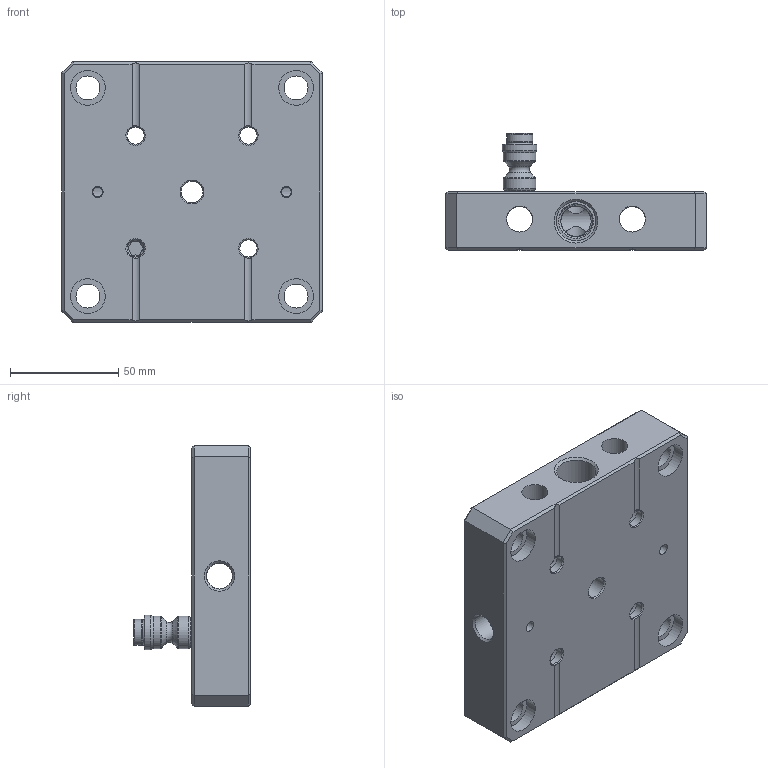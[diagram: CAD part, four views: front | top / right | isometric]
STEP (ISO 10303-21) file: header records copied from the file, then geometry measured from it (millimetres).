
FILE_DESCRIPTION(/* description */ (''),/* implementation_level */ '2;1');
FILE_NAME(/* name */ '',/* time_stamp */ '2022-01-15T11:58:16+08:00',/* author */ (''),/* organization */ (''),/* preprocessor_version */ 'ST-DEVELOPER v11',/* originating_system */ 'SIEMENS PLM Software NX 7.0',/* authorisation */ '');
FILE_SCHEMA (('CONFIG_CONTROL_DESIGN'));
Length unit declared in the file: millimetre
Products named in the file (1): Admi72B0h41v
Bounding box: 120 x 53.9 x 120 mm (x, y, z)
Volume: 304577 mm3; surface area: 64212.7 mm2
Topology: 2 solids, 2 shells, 206 faces, 540 edges, 336 vertices
Faces by surface type: cylinder 81, plane 61, cone 31, torus 17, bspline 16
Full cylindrical faces by diameter (mm): 4.2 x4, 4.5 x2, 5 x2, 6.8 x1, 8 x4, 10 x1, 11 x5, 12 x12, 14 x10, 15 x6, 15.5 x4, 15.7 x4, 16 x9, 18 x4, 18.2 x1
Entity records: 8619 total; most frequent: CARTESIAN_POINT 4530, DIRECTION 771, ORIENTED_EDGE 712, EDGE_CURVE 356, EDGE_LOOP 346, AXIS2_PLACEMENT_3D 334, FACE_BOUND 286, VERTEX_POINT 275
